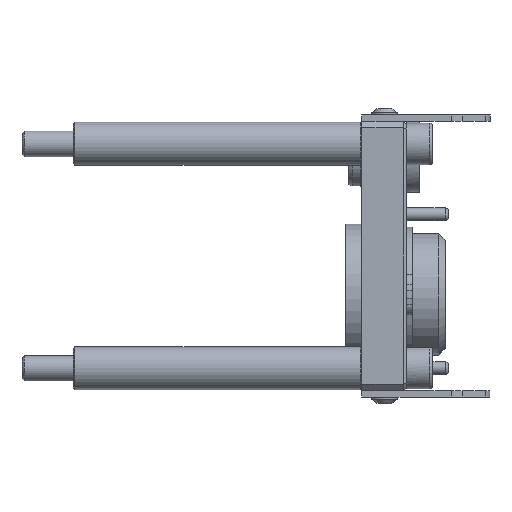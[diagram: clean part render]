
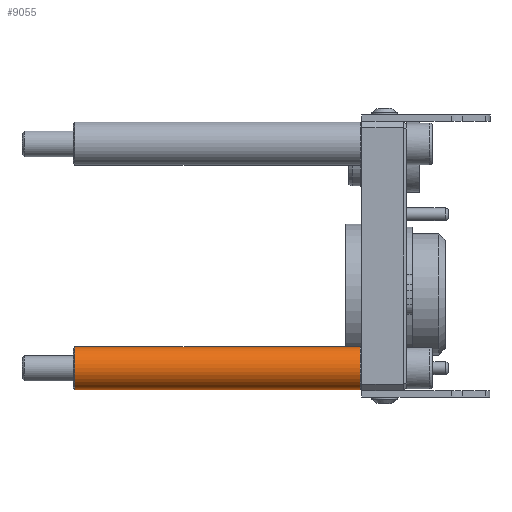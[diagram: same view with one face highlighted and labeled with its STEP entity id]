
A CAD part, front view. The second image highlights one B-rep face of the part: STEP entity #9055.
In plain terms, the highlighted cylindrical face has radius 6.75 mm (diameter 13.5 mm), a full revolution.
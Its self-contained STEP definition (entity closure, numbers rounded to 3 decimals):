
#886=CYLINDRICAL_SURFACE('',#9739,6.75);
#1040=FACE_OUTER_BOUND('',#1605,.T.);
#1605=EDGE_LOOP('',(#6405,#6406,#6407,#6408,#6409,#6410));
#2230=LINE('',#13258,#2912);
#2912=VECTOR('',#10745,6.75);
#3568=CIRCLE('',#9736,6.75);
#3569=CIRCLE('',#9737,6.75);
#3571=CIRCLE('',#9740,6.75);
#3572=CIRCLE('',#9741,6.75);
#4015=VERTEX_POINT('',#13246);
#4016=VERTEX_POINT('',#13247);
#4018=VERTEX_POINT('',#13254);
#4019=VERTEX_POINT('',#13255);
#4926=EDGE_CURVE('',#4015,#4016,#3568,.T.);
#4927=EDGE_CURVE('',#4016,#4015,#3569,.T.);
#4930=EDGE_CURVE('',#4018,#4019,#3571,.T.);
#4931=EDGE_CURVE('',#4019,#4018,#3572,.T.);
#4932=EDGE_CURVE('',#4019,#4016,#2230,.T.);
#6405=ORIENTED_EDGE('',*,*,#4930,.F.);
#6406=ORIENTED_EDGE('',*,*,#4931,.F.);
#6407=ORIENTED_EDGE('',*,*,#4932,.T.);
#6408=ORIENTED_EDGE('',*,*,#4926,.F.);
#6409=ORIENTED_EDGE('',*,*,#4927,.F.);
#6410=ORIENTED_EDGE('',*,*,#4932,.F.);
#9055=ADVANCED_FACE('',(#1040),#886,.T.);
#9736=AXIS2_PLACEMENT_3D('',#13248,#10732,#10733);
#9737=AXIS2_PLACEMENT_3D('',#13249,#10734,#10735);
#9739=AXIS2_PLACEMENT_3D('',#13253,#10739,#10740);
#9740=AXIS2_PLACEMENT_3D('',#13256,#10741,#10742);
#9741=AXIS2_PLACEMENT_3D('',#13257,#10743,#10744);
#10732=DIRECTION('center_axis',(-1.,0.,0.));
#10733=DIRECTION('ref_axis',(0.,0.756,-0.655));
#10734=DIRECTION('center_axis',(-1.,0.,0.));
#10735=DIRECTION('ref_axis',(0.,0.756,-0.655));
#10739=DIRECTION('center_axis',(1.,0.,0.));
#10740=DIRECTION('ref_axis',(0.,-0.756,0.655));
#10741=DIRECTION('center_axis',(1.,0.,0.));
#10742=DIRECTION('ref_axis',(0.,0.756,-0.655));
#10743=DIRECTION('center_axis',(1.,0.,0.));
#10744=DIRECTION('ref_axis',(0.,0.756,-0.655));
#10745=DIRECTION('',(-1.,0.,0.));
#13246=CARTESIAN_POINT('',(-126.601,19.634,-117.671));
#13247=CARTESIAN_POINT('',(-126.601,29.84,-126.507));
#13248=CARTESIAN_POINT('Origin',(-126.601,24.737,-122.089));
#13249=CARTESIAN_POINT('Origin',(-126.601,24.737,-122.089));
#13253=CARTESIAN_POINT('Origin',(-82.101,24.737,-122.089));
#13254=CARTESIAN_POINT('',(-37.601,19.634,-117.671));
#13255=CARTESIAN_POINT('',(-37.601,29.84,-126.507));
#13256=CARTESIAN_POINT('Origin',(-37.601,24.737,-122.089));
#13257=CARTESIAN_POINT('Origin',(-37.601,24.737,-122.089));
#13258=CARTESIAN_POINT('',(-82.101,29.84,-126.507));
